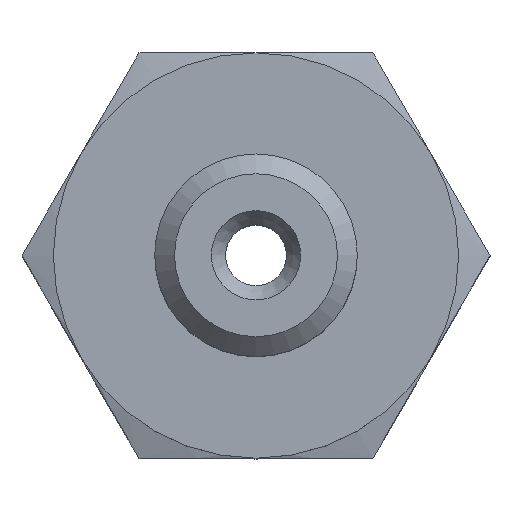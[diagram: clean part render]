
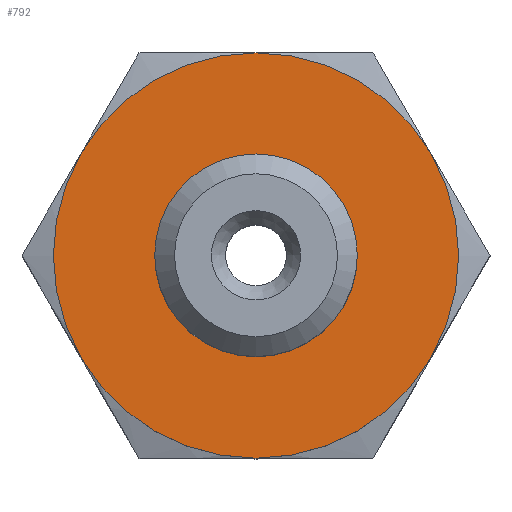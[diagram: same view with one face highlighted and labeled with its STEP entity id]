
A CAD part, top view. The second image highlights one B-rep face of the part: STEP entity #792.
In plain terms, the highlighted planar face has unit normal (0, 0, 1).
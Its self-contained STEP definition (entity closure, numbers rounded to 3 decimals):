
#44=PLANE('',#854);
#71=CIRCLE('',#853,2.5);
#72=CIRCLE('',#855,5.);
#167=ORIENTED_EDGE('',*,*,#261,.F.);
#168=ORIENTED_EDGE('',*,*,#260,.T.);
#260=EDGE_CURVE('',#311,#311,#71,.T.);
#261=EDGE_CURVE('',#312,#312,#72,.T.);
#311=VERTEX_POINT('',#1218);
#312=VERTEX_POINT('',#1221);
#378=EDGE_LOOP('',(#167));
#379=EDGE_LOOP('',(#168));
#440=FACE_BOUND('',#378,.T.);
#441=FACE_BOUND('',#379,.T.);
#792=ADVANCED_FACE('',(#440,#441),#44,.F.);
#853=AXIS2_PLACEMENT_3D('',#1217,#972,#973);
#854=AXIS2_PLACEMENT_3D('',#1219,#974,#975);
#855=AXIS2_PLACEMENT_3D('',#1220,#976,#977);
#972=DIRECTION('',(0.,0.,-1.));
#973=DIRECTION('',(-1.,0.,0.));
#974=DIRECTION('',(0.,0.,-1.));
#975=DIRECTION('',(-1.,0.,0.));
#976=DIRECTION('',(0.,0.,-1.));
#977=DIRECTION('',(-1.,0.,0.));
#1217=CARTESIAN_POINT('',(0.,0.,0.));
#1218=CARTESIAN_POINT('',(-2.5,0.,0.));
#1219=CARTESIAN_POINT('',(0.,0.,0.));
#1220=CARTESIAN_POINT('',(0.,0.,0.));
#1221=CARTESIAN_POINT('',(-5.,0.,0.));
